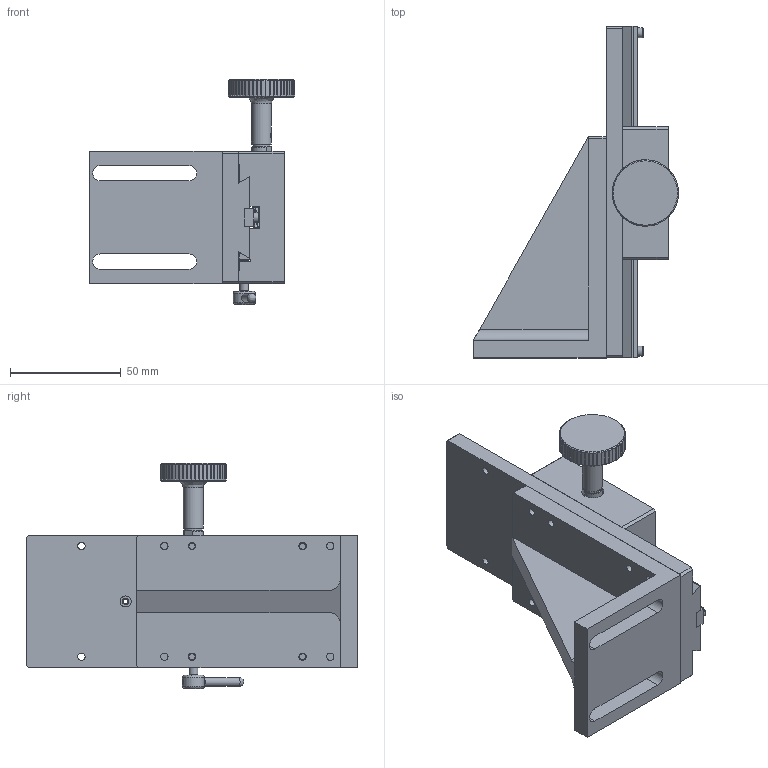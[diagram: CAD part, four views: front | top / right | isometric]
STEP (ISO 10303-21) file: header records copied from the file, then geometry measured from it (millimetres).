
FILE_DESCRIPTION (( 'STEP AP214' ), '1' );
FILE_NAME ('528772.STEP', '2024-10-15T01:42:00', ( 'Windows User' ), ( 'P R C' ), 'SwSTEP 2.0', 'SolidWorks 2020', '' );
FILE_SCHEMA (( 'AUTOMOTIVE_DESIGN' ));
Length unit declared in the file: millimetre
Products named in the file (1): 528772
Bounding box: 92.73 x 150 x 101.79 mm (x, y, z)
Volume: 250666.9 mm3; surface area: 80643.7 mm2
Topology: 27 solids, 27 shells, 799 faces, 1873 edges, 1144 vertices
Faces by surface type: plane 415, cylinder 170, cone 169, bspline 45
Full cylindrical faces by diameter (mm): 2.05 x4, 2.5 x19, 2.9 x4, 3 x8, 3.3 x25, 4 x4, 4.1 x2, 4.5 x6, 5 x8, 5.5 x4, 6 x6, 7.4 x1, 8 x4, 9 x2, 10 x2
Entity records: 106590 total; most frequent: CARTESIAN_POINT 89779, DIRECTION 3291, ORIENTED_EDGE 3224, EDGE_CURVE 1612, AXIS2_PLACEMENT_3D 1287, EDGE_LOOP 1081, VERTEX_POINT 1067, FACE_OUTER_BOUND 909
